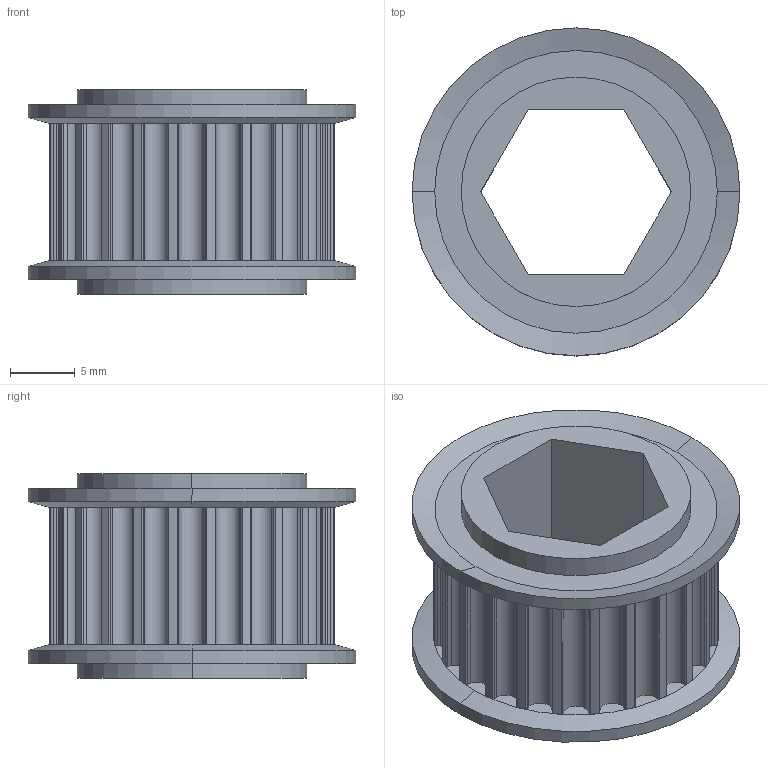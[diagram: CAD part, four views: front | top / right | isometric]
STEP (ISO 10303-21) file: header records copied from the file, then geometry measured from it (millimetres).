
FILE_DESCRIPTION (( 'STEP AP214' ), '1' );
FILE_NAME ('WCP-0662 Rev1.step', '2022-11-23T00:57:30', ( '' ), ( '' ), 'SwSTEP 2.0', 'SolidWorks 2020', '' );
FILE_SCHEMA (( 'AUTOMOTIVE_DESIGN' ));
Length unit declared in the file: inch
Products named in the file (1): WCP-0662 Rev1
Bounding box: 25.4 x 25.4 x 15.88 mm (x, y, z)
Volume: 3198.3 mm3; surface area: 3770.8 mm2
Topology: 3 solids, 3 shells, 191 faces, 541 edges, 358 vertices
Faces by surface type: cylinder 169, plane 14, cone 8
Entity records: 6471 total; most frequent: DIRECTION 1271, CARTESIAN_POINT 1091, ORIENTED_EDGE 1082, EDGE_CURVE 541, AXIS2_PLACEMENT_3D 538, VERTEX_POINT 358, CIRCLE 346, EDGE_LOOP 199
